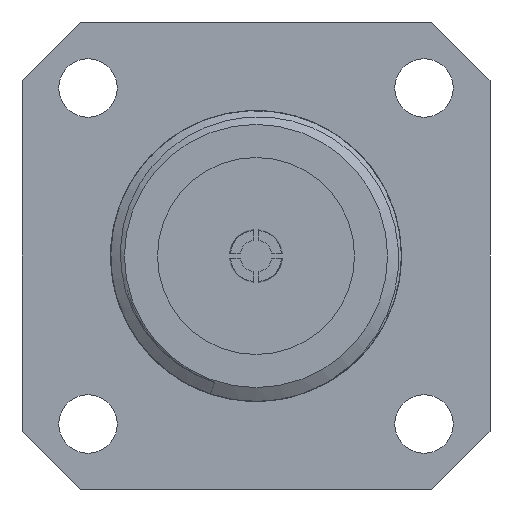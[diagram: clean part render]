
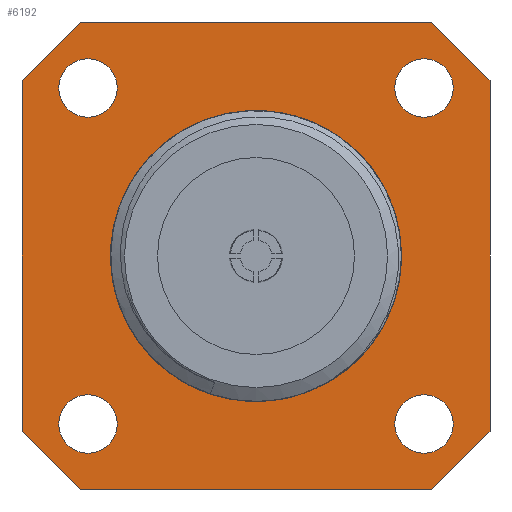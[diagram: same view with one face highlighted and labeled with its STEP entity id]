
A CAD part, left-side view. The second image highlights one B-rep face of the part: STEP entity #6192.
In plain terms, the highlighted planar face has unit normal (-1, 0, 0).
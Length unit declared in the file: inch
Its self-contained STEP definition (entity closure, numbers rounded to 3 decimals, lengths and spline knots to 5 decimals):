
#816=LINE('',#12343,#1187);
#820=LINE('',#12351,#1191);
#823=LINE('',#12357,#1194);
#826=LINE('',#12363,#1197);
#829=LINE('',#12369,#1200);
#832=LINE('',#12375,#1203);
#835=LINE('',#12381,#1206);
#838=LINE('',#12386,#1209);
#1187=VECTOR('',#9102,1.);
#1191=VECTOR('',#9108,1.);
#1194=VECTOR('',#9113,1.);
#1197=VECTOR('',#9118,1.);
#1200=VECTOR('',#9123,1.);
#1203=VECTOR('',#9128,1.);
#1206=VECTOR('',#9133,1.);
#1209=VECTOR('',#9138,1.);
#1267=FACE_BOUND('',#1960,.T.);
#1268=FACE_BOUND('',#1961,.T.);
#1269=FACE_BOUND('',#1962,.T.);
#1270=FACE_BOUND('',#1963,.T.);
#1600=FACE_OUTER_BOUND('',#1959,.T.);
#1959=EDGE_LOOP('',(#5494,#5495,#5496,#5497,#5498,#5499,#5500,#5501));
#1960=EDGE_LOOP('',(#5502));
#1961=EDGE_LOOP('',(#5503));
#1962=EDGE_LOOP('',(#5504));
#1963=EDGE_LOOP('',(#5505));
#2101=CIRCLE('',#7049,0.0625);
#2103=CIRCLE('',#7052,0.0625);
#2105=CIRCLE('',#7055,0.0625);
#2107=CIRCLE('',#7058,0.0625);
#2699=VERTEX_POINT('',#12319);
#2701=VERTEX_POINT('',#12325);
#2703=VERTEX_POINT('',#12331);
#2705=VERTEX_POINT('',#12337);
#2706=VERTEX_POINT('',#12341);
#2707=VERTEX_POINT('',#12342);
#2710=VERTEX_POINT('',#12350);
#2712=VERTEX_POINT('',#12356);
#2714=VERTEX_POINT('',#12362);
#2716=VERTEX_POINT('',#12368);
#2718=VERTEX_POINT('',#12374);
#2720=VERTEX_POINT('',#12380);
#3620=EDGE_CURVE('',#2699,#2699,#2101,.T.);
#3623=EDGE_CURVE('',#2701,#2701,#2103,.T.);
#3626=EDGE_CURVE('',#2703,#2703,#2105,.T.);
#3629=EDGE_CURVE('',#2705,#2705,#2107,.T.);
#3630=EDGE_CURVE('',#2706,#2707,#816,.T.);
#3634=EDGE_CURVE('',#2710,#2706,#820,.T.);
#3637=EDGE_CURVE('',#2712,#2710,#823,.T.);
#3640=EDGE_CURVE('',#2714,#2712,#826,.T.);
#3643=EDGE_CURVE('',#2716,#2714,#829,.T.);
#3646=EDGE_CURVE('',#2718,#2716,#832,.T.);
#3649=EDGE_CURVE('',#2720,#2718,#835,.T.);
#3652=EDGE_CURVE('',#2707,#2720,#838,.T.);
#5494=ORIENTED_EDGE('',*,*,#3652,.F.);
#5495=ORIENTED_EDGE('',*,*,#3630,.F.);
#5496=ORIENTED_EDGE('',*,*,#3634,.F.);
#5497=ORIENTED_EDGE('',*,*,#3637,.F.);
#5498=ORIENTED_EDGE('',*,*,#3640,.F.);
#5499=ORIENTED_EDGE('',*,*,#3643,.F.);
#5500=ORIENTED_EDGE('',*,*,#3646,.F.);
#5501=ORIENTED_EDGE('',*,*,#3649,.F.);
#5502=ORIENTED_EDGE('',*,*,#3620,.T.);
#5503=ORIENTED_EDGE('',*,*,#3623,.T.);
#5504=ORIENTED_EDGE('',*,*,#3626,.T.);
#5505=ORIENTED_EDGE('',*,*,#3629,.T.);
#5862=PLANE('',#7068);
#6192=ADVANCED_FACE('',(#1600,#1267,#1268,#1269,#1270),#5862,.T.);
#7049=AXIS2_PLACEMENT_3D('',#12321,#9077,#9078);
#7052=AXIS2_PLACEMENT_3D('',#12327,#9084,#9085);
#7055=AXIS2_PLACEMENT_3D('',#12333,#9091,#9092);
#7058=AXIS2_PLACEMENT_3D('',#12339,#9098,#9099);
#7068=AXIS2_PLACEMENT_3D('',#12389,#9142,#9143);
#9077=DIRECTION('center_axis',(1.,0.,0.));
#9078=DIRECTION('ref_axis',(0.,0.,-1.));
#9084=DIRECTION('center_axis',(1.,0.,0.));
#9085=DIRECTION('ref_axis',(0.,0.,-1.));
#9091=DIRECTION('center_axis',(1.,0.,0.));
#9092=DIRECTION('ref_axis',(0.,0.,-1.));
#9098=DIRECTION('center_axis',(1.,0.,0.));
#9099=DIRECTION('ref_axis',(0.,0.,-1.));
#9102=DIRECTION('',(0.,0.707,0.707));
#9108=DIRECTION('',(0.,1.,0.));
#9113=DIRECTION('',(0.,0.707,-0.707));
#9118=DIRECTION('',(0.,0.,-1.));
#9123=DIRECTION('',(0.,-0.707,-0.707));
#9128=DIRECTION('',(0.,-1.,0.));
#9133=DIRECTION('',(0.,-0.707,0.707));
#9138=DIRECTION('',(0.,0.,1.));
#9142=DIRECTION('center_axis',(-1.,0.,0.));
#9143=DIRECTION('ref_axis',(0.,0.,1.));
#12319=CARTESIAN_POINT('',(139.88803,123.49958,0.3815));
#12321=CARTESIAN_POINT('Origin',(139.88803,123.49958,0.319));
#12325=CARTESIAN_POINT('',(139.88803,122.78158,-0.3365));
#12327=CARTESIAN_POINT('Origin',(139.88803,122.78158,-0.399));
#12331=CARTESIAN_POINT('',(139.88803,123.49958,-0.3365));
#12333=CARTESIAN_POINT('Origin',(139.88803,123.49958,-0.399));
#12337=CARTESIAN_POINT('',(139.88803,122.78158,0.3815));
#12339=CARTESIAN_POINT('Origin',(139.88803,122.78158,0.319));
#12341=CARTESIAN_POINT('',(139.88803,123.51558,-0.54));
#12342=CARTESIAN_POINT('',(139.88803,123.64058,-0.415));
#12343=CARTESIAN_POINT('',(139.88803,123.51558,-0.54));
#12350=CARTESIAN_POINT('',(139.88803,122.76558,-0.54));
#12351=CARTESIAN_POINT('',(139.88803,122.76558,-0.54));
#12356=CARTESIAN_POINT('',(139.88803,122.64058,-0.415));
#12357=CARTESIAN_POINT('',(139.88803,122.64058,-0.415));
#12362=CARTESIAN_POINT('',(139.88803,122.64058,0.335));
#12363=CARTESIAN_POINT('',(139.88803,122.64058,0.335));
#12368=CARTESIAN_POINT('',(139.88803,122.76558,0.46));
#12369=CARTESIAN_POINT('',(139.88803,122.76558,0.46));
#12374=CARTESIAN_POINT('',(139.88803,123.51558,0.46));
#12375=CARTESIAN_POINT('',(139.88803,123.51558,0.46));
#12380=CARTESIAN_POINT('',(139.88803,123.64058,0.335));
#12381=CARTESIAN_POINT('',(139.88803,123.64058,0.335));
#12386=CARTESIAN_POINT('',(139.88803,123.64058,-0.415));
#12389=CARTESIAN_POINT('Origin',(139.88803,123.14058,-0.04));
